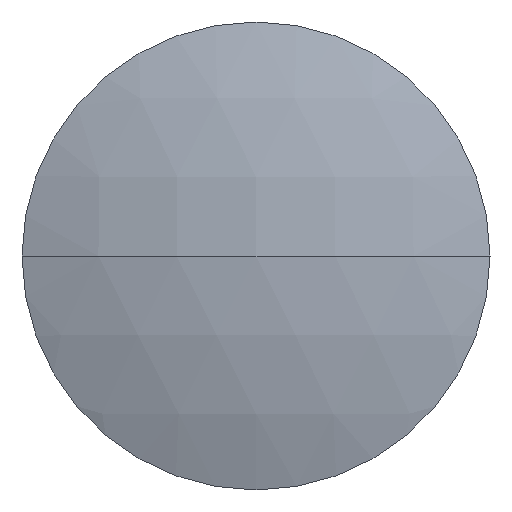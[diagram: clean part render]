
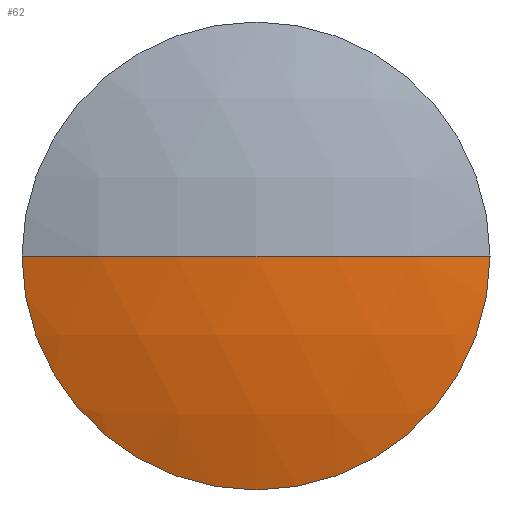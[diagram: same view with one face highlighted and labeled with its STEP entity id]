
A CAD part, left-side view. The second image highlights one B-rep face of the part: STEP entity #62.
In plain terms, the highlighted spherical face has radius 38.4 mm.
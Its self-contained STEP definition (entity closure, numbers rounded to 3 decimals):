
#3 = DIRECTION ( 'NONE',  ( 0., 1., 0. ) ) ;
#5 = CARTESIAN_POINT ( 'NONE',  ( 124.691, 52.717, 0. ) ) ;
#16 = DIRECTION ( 'NONE',  ( 0., 0., -1. ) ) ;
#24 = CIRCLE ( 'NONE', #79, 38.4 ) ;
#26 = VERTEX_POINT ( 'NONE', #174 ) ;
#37 = AXIS2_PLACEMENT_3D ( 'NONE', #50, #16, #154 ) ;
#41 = FACE_OUTER_BOUND ( 'NONE', #127, .T. ) ;
#50 = CARTESIAN_POINT ( 'NONE',  ( 160.999, 65.217, 0. ) ) ;
#54 = EDGE_CURVE ( 'NONE', #26, #157, #59, .T. ) ;
#59 = CIRCLE ( 'NONE', #110, 12.5 ) ;
#62 = ADVANCED_FACE ( 'NONE', ( #41 ), #173, .T. ) ;
#64 = DIRECTION ( 'NONE',  ( -1., 0., 0. ) ) ;
#66 = DIRECTION ( 'NONE',  ( 0., 0., -1. ) ) ;
#79 = AXIS2_PLACEMENT_3D ( 'NONE', #115, #88, #103 ) ;
#84 = VERTEX_POINT ( 'NONE', #102 ) ;
#88 = DIRECTION ( 'NONE',  ( 0., 0., 1. ) ) ;
#100 = DIRECTION ( 'NONE',  ( 0., -1., 0. ) ) ;
#102 = CARTESIAN_POINT ( 'NONE',  ( 122.599, 65.217, 0. ) ) ;
#103 = DIRECTION ( 'NONE',  ( 1., 0., 0. ) ) ;
#110 = AXIS2_PLACEMENT_3D ( 'NONE', #181, #64, #100 ) ;
#111 = ORIENTED_EDGE ( 'NONE', *, *, #114, .T. ) ;
#114 = EDGE_CURVE ( 'NONE', #157, #84, #182, .T. ) ;
#115 = CARTESIAN_POINT ( 'NONE',  ( 160.999, 65.217, 0. ) ) ;
#127 = EDGE_LOOP ( 'NONE', ( #159, #111, #162 ) ) ;
#130 = EDGE_CURVE ( 'NONE', #26, #84, #24, .T. ) ;
#154 = DIRECTION ( 'NONE',  ( 0., 1., 0. ) ) ;
#157 = VERTEX_POINT ( 'NONE', #5 ) ;
#159 = ORIENTED_EDGE ( 'NONE', *, *, #54, .T. ) ;
#162 = ORIENTED_EDGE ( 'NONE', *, *, #130, .F. ) ;
#173 = SPHERICAL_SURFACE ( 'NONE', #187, 38.4 ) ;
#174 = CARTESIAN_POINT ( 'NONE',  ( 124.691, 77.717, 0. ) ) ;
#179 = CARTESIAN_POINT ( 'NONE',  ( 160.999, 65.217, 0. ) ) ;
#181 = CARTESIAN_POINT ( 'NONE',  ( 124.691, 65.217, 0. ) ) ;
#182 = CIRCLE ( 'NONE', #37, 38.4 ) ;
#187 = AXIS2_PLACEMENT_3D ( 'NONE', #179, #66, #3 ) ;
